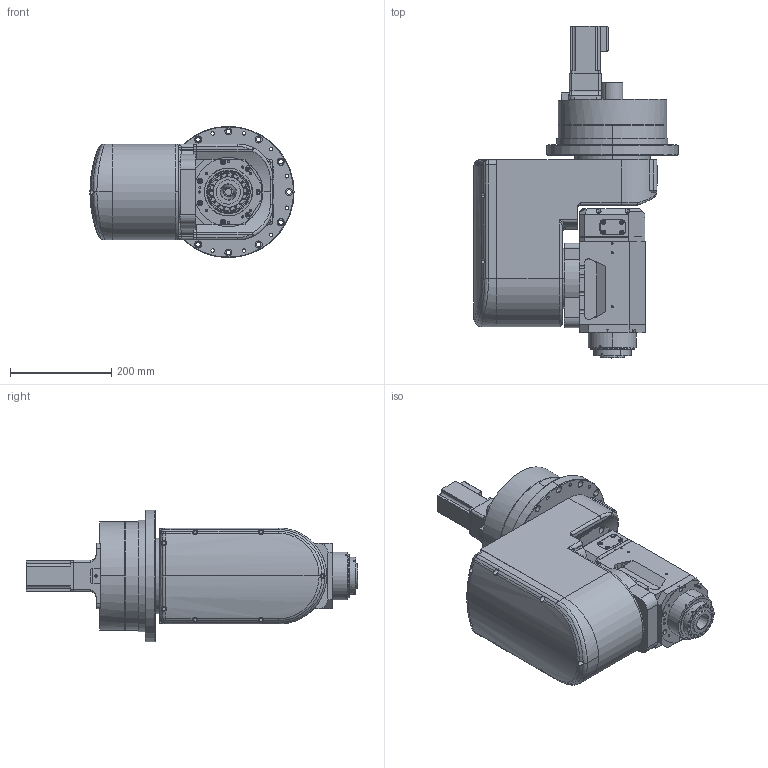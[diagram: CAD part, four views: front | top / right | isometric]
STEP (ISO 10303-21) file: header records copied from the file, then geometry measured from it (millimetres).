
FILE_DESCRIPTION (( 'STEP AP214' ), '1' );
FILE_NAME ('HQ／AC-D90-65(GDL65-ISO30-18Z／9-4).STEP', '2025-06-12T03:12:23', ( 'Sysceo.com' ), ( '' ), 'SwSTEP 2.0', 'SolidWorks 2018', '' );
FILE_SCHEMA (( 'AUTOMOTIVE_DESIGN' ));
Length unit declared in the file: millimetre
Products named in the file (2): HQ／AC-D90-65(GDL65-ISO30-18Z／9-4)
Bounding box: 404 x 657 x 260 mm (x, y, z)
Volume: 11192637.2 mm3; surface area: 1847652 mm2
Topology: 30 solids, 30 shells, 2184 faces, 5582 edges, 3486 vertices
Faces by surface type: cylinder 1242, plane 549, cone 307, bspline 40, torus 35, sphere 11
Entity records: 107156 total; most frequent: CARTESIAN_POINT 28687, DIRECTION 11861, ORIENTED_EDGE 10772, EDGE_CURVE 5386, AXIS2_PLACEMENT_3D 4713, VERTEX_POINT 3485, EDGE_LOOP 2877, CIRCLE 2567
